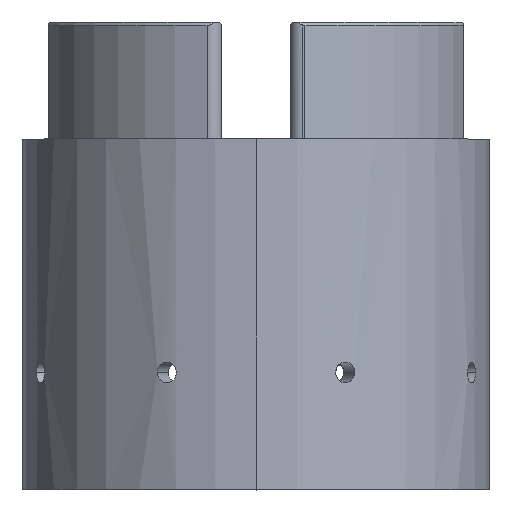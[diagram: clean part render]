
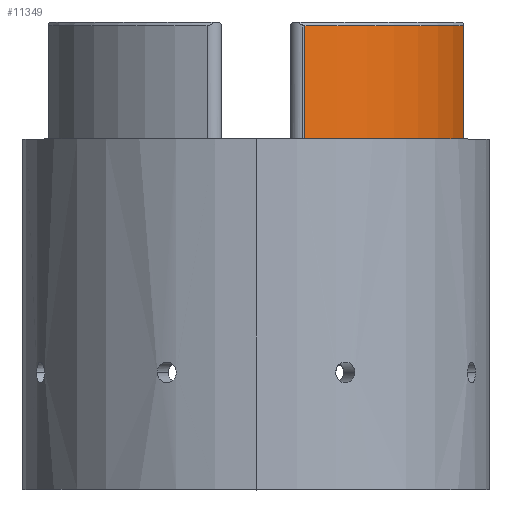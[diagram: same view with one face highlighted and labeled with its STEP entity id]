
A CAD part, top view. The second image highlights one B-rep face of the part: STEP entity #11349.
In plain terms, the highlighted cylindrical face has radius 46.279 mm (diameter 92.558 mm), a partial arc.
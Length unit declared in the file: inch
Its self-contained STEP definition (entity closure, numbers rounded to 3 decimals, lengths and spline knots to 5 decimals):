
#880 = DIRECTION ( 'NONE',  ( 0., 0., -1. ) ) ;
#1179 = VERTEX_POINT ( 'NONE', #13107 ) ;
#2294 = CARTESIAN_POINT ( 'NONE',  ( 1.77308, 2.35081, 0.41937 ) ) ;
#2563 = VERTEX_POINT ( 'NONE', #10327 ) ;
#3014 = CYLINDRICAL_SURFACE ( 'NONE', #3114, 1.822 ) ;
#3114 = AXIS2_PLACEMENT_3D ( 'NONE', #13717, #12639, #4670 ) ;
#3179 = CARTESIAN_POINT ( 'NONE',  ( 1.77308, 3., 0.41937 ) ) ;
#3269 = VERTEX_POINT ( 'NONE', #9088 ) ;
#4280 = VECTOR ( 'NONE', #10363, 39.37008 ) ;
#4380 = CARTESIAN_POINT ( 'NONE',  ( 0.41937, 2.35081, 1.77308 ) ) ;
#4670 = DIRECTION ( 'NONE',  ( 0., 0., 1. ) ) ;
#6717 = ORIENTED_EDGE ( 'NONE', *, *, #17338, .T. ) ;
#6910 = LINE ( 'NONE', #4380, #13213 ) ;
#7766 = AXIS2_PLACEMENT_3D ( 'NONE', #8673, #10357, #880 ) ;
#8673 = CARTESIAN_POINT ( 'NONE',  ( 0., 3.97, 0. ) ) ;
#9026 = AXIS2_PLACEMENT_3D ( 'NONE', #17216, #13440, #9223 ) ;
#9088 = CARTESIAN_POINT ( 'NONE',  ( 0.41937, 3., 1.77308 ) ) ;
#9223 = DIRECTION ( 'NONE',  ( 0., 0., 1. ) ) ;
#9351 = EDGE_LOOP ( 'NONE', ( #6717, #11856, #16208, #15728 ) ) ;
#10241 = VERTEX_POINT ( 'NONE', #3179 ) ;
#10327 = CARTESIAN_POINT ( 'NONE',  ( 0.41937, 3.97, 1.77308 ) ) ;
#10357 = DIRECTION ( 'NONE',  ( 0., -1., 0. ) ) ;
#10363 = DIRECTION ( 'NONE',  ( 0., 1., 0. ) ) ;
#11349 = ADVANCED_FACE ( 'NONE', ( #13968 ), #3014, .T. ) ;
#11542 = CIRCLE ( 'NONE', #9026, 1.822 ) ;
#11856 = ORIENTED_EDGE ( 'NONE', *, *, #11928, .T. ) ;
#11928 = EDGE_CURVE ( 'NONE', #2563, #3269, #6910, .T. ) ;
#12500 = EDGE_CURVE ( 'NONE', #10241, #1179, #17117, .T. ) ;
#12599 = DIRECTION ( 'NONE',  ( 0., -1., 0. ) ) ;
#12639 = DIRECTION ( 'NONE',  ( 0., 1., 0. ) ) ;
#13107 = CARTESIAN_POINT ( 'NONE',  ( 1.77308, 3.97, 0.41937 ) ) ;
#13213 = VECTOR ( 'NONE', #12599, 39.37008 ) ;
#13440 = DIRECTION ( 'NONE',  ( 0., 1., 0. ) ) ;
#13717 = CARTESIAN_POINT ( 'NONE',  ( 0., 2.35081, 0. ) ) ;
#13968 = FACE_OUTER_BOUND ( 'NONE', #9351, .T. ) ;
#15317 = CIRCLE ( 'NONE', #7766, 1.822 ) ;
#15560 = EDGE_CURVE ( 'NONE', #3269, #10241, #11542, .T. ) ;
#15728 = ORIENTED_EDGE ( 'NONE', *, *, #12500, .T. ) ;
#16208 = ORIENTED_EDGE ( 'NONE', *, *, #15560, .T. ) ;
#17117 = LINE ( 'NONE', #2294, #4280 ) ;
#17216 = CARTESIAN_POINT ( 'NONE',  ( 0., 3., 0. ) ) ;
#17338 = EDGE_CURVE ( 'NONE', #1179, #2563, #15317, .T. ) ;
